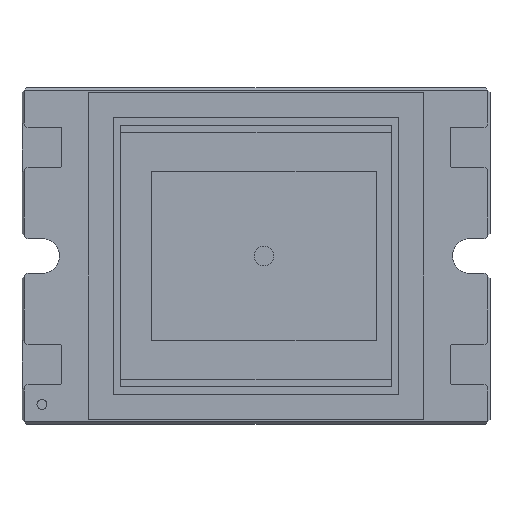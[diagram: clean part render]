
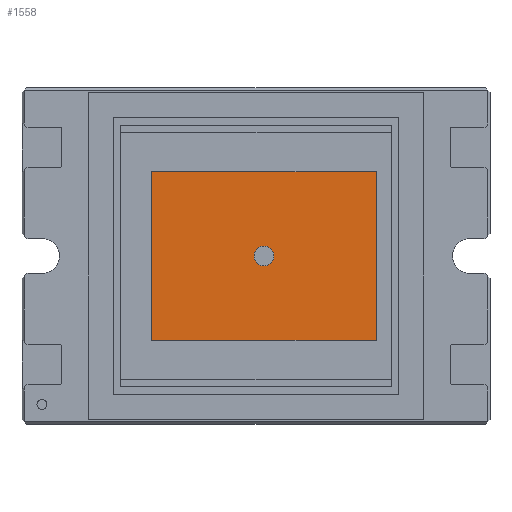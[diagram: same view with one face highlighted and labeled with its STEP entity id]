
A CAD part, top view. The second image highlights one B-rep face of the part: STEP entity #1558.
In plain terms, the highlighted planar face has unit normal (0, 0, 1).
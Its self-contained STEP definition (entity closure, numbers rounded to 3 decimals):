
#1558 = ADVANCED_FACE( '', ( #3613, #3614 ), #3615, .T. );
#3613 = FACE_BOUND( '', #5754, .T. );
#3614 = FACE_OUTER_BOUND( '', #5755, .T. );
#3615 = PLANE( '', #5756 );
#5754 = EDGE_LOOP( '', ( #9230 ) );
#5755 = EDGE_LOOP( '', ( #9231, #9232, #9233, #9234 ) );
#5756 = AXIS2_PLACEMENT_3D( '', #9235, #9236, #9237 );
#9230 = ORIENTED_EDGE( '', *, *, #10399, .T. );
#9231 = ORIENTED_EDGE( '', *, *, #10377, .T. );
#9232 = ORIENTED_EDGE( '', *, *, #10433, .T. );
#9233 = ORIENTED_EDGE( '', *, *, #10351, .T. );
#9234 = ORIENTED_EDGE( '', *, *, #10178, .T. );
#9235 = CARTESIAN_POINT( '', ( 0., 0., 1.75 ) );
#9236 = DIRECTION( '', ( 0., 0., 1. ) );
#9237 = DIRECTION( '', ( 1., 0., 0. ) );
#10178 = EDGE_CURVE( '', #11775, #11773, #11776, .T. );
#10351 = EDGE_CURVE( '', #12040, #11775, #12041, .T. );
#10377 = EDGE_CURVE( '', #11773, #12075, #12077, .T. );
#10399 = EDGE_CURVE( '', #12108, #12108, #12109, .T. );
#10433 = EDGE_CURVE( '', #12075, #12040, #12156, .T. );
#11773 = VERTEX_POINT( '', #13819 );
#11775 = VERTEX_POINT( '', #13822 );
#11776 = LINE( '', #13823, #13824 );
#12040 = VERTEX_POINT( '', #14112 );
#12041 = LINE( '', #14113, #14114 );
#12075 = VERTEX_POINT( '', #14156 );
#12077 = LINE( '', #14159, #14160 );
#12108 = VERTEX_POINT( '', #14192 );
#12109 = CIRCLE( '', #14193, 1. );
#12156 = LINE( '', #14242, #14243 );
#13819 = CARTESIAN_POINT( '', ( 12.06, -8.45, 1.75 ) );
#13822 = CARTESIAN_POINT( '', ( -10.46, -8.45, 1.75 ) );
#13823 = CARTESIAN_POINT( '', ( -10.46, -8.45, 1.75 ) );
#13824 = VECTOR( '', #15729, 1000. );
#14112 = CARTESIAN_POINT( '', ( -10.46, 8.45, 1.75 ) );
#14113 = CARTESIAN_POINT( '', ( -10.46, 8.45, 1.75 ) );
#14114 = VECTOR( '', #15982, 1000. );
#14156 = CARTESIAN_POINT( '', ( 12.06, 8.45, 1.75 ) );
#14159 = CARTESIAN_POINT( '', ( 12.06, -8.45, 1.75 ) );
#14160 = VECTOR( '', #16010, 1000. );
#14192 = CARTESIAN_POINT( '', ( 1.8, 0., 1.75 ) );
#14193 = AXIS2_PLACEMENT_3D( '', #16039, #16040, #16041 );
#14242 = CARTESIAN_POINT( '', ( 12.06, 8.45, 1.75 ) );
#14243 = VECTOR( '', #16086, 1000. );
#15729 = DIRECTION( '', ( 1., 0., 0. ) );
#15982 = DIRECTION( '', ( 0., -1., 0. ) );
#16010 = DIRECTION( '', ( 0., 1., 0. ) );
#16039 = CARTESIAN_POINT( '', ( 0.8, 0., 1.75 ) );
#16040 = DIRECTION( '', ( 0., 0., -1. ) );
#16041 = DIRECTION( '', ( 1., 0., 0. ) );
#16086 = DIRECTION( '', ( -1., 0., 0. ) );
